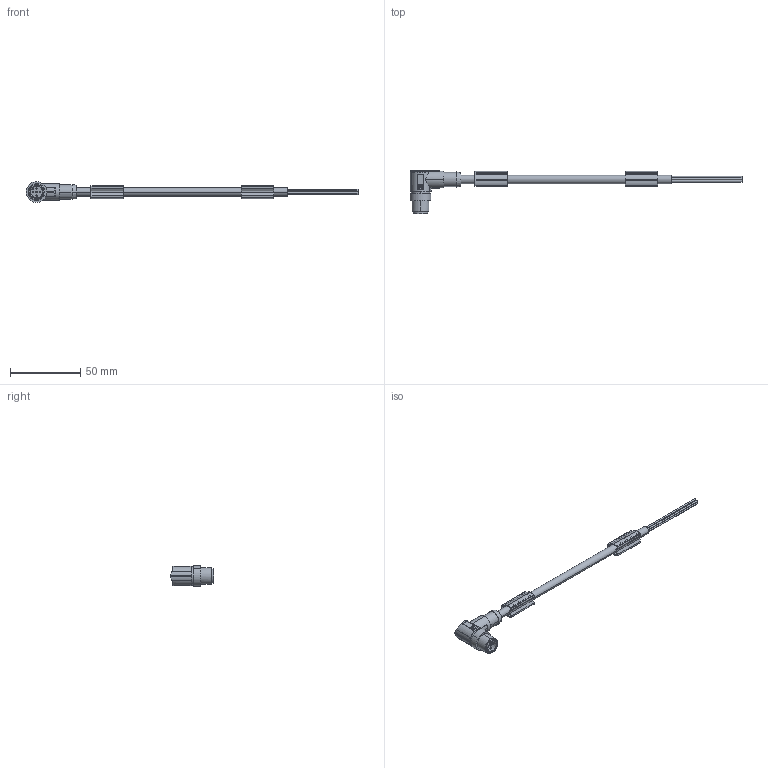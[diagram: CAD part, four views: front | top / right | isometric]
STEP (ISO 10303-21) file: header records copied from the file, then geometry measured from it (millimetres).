
FILE_DESCRIPTION(('SolidDesigner STEP Export'),'2;1');
FILE_NAME('1500745.stp','2010-01-27T 9:18:45',(''),(''),'CoCreate Modeling STEP processor for AP214 (Solid Model)','CoCreate Modeling 16.00A 16-Aug-2008 (C) Parametric Technology GmbH','');
FILE_SCHEMA(('AUTOMOTIVE_DESIGN { 1 0 10303 214 1 1 1 1 }'));
Length unit declared in the file: millimetre
Products named in the file (2): 1500745
Assembly tree (1 placements, depth 2):
  1500745
    1500745
Bounding box: 236.25 x 30.8 x 14.77 mm (x, y, z)
Volume: 11454.9 mm3; surface area: 9485 mm2
Topology: 1 solids, 1 shells, 294 faces, 804 edges, 536 vertices
Faces by surface type: cylinder 176, plane 105, cone 9, bspline 4
Entity records: 12335 total; most frequent: CARTESIAN_POINT 2995, ORIENTED_EDGE 1608, DIRECTION 1371, EDGE_CURVE 804, VERTEX_POINT 536, AXIS2_PLACEMENT_3D 493, VECTOR 385, LINE 385
